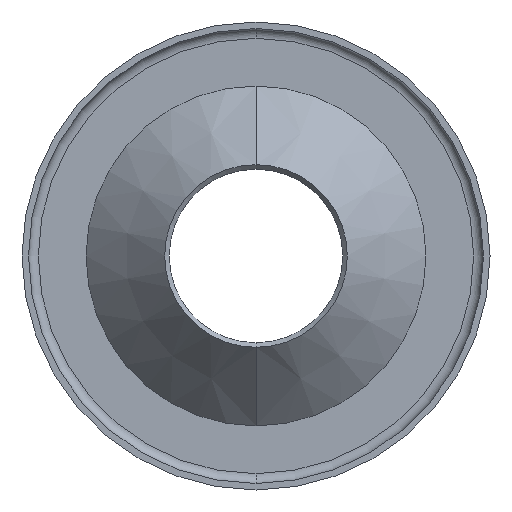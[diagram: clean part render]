
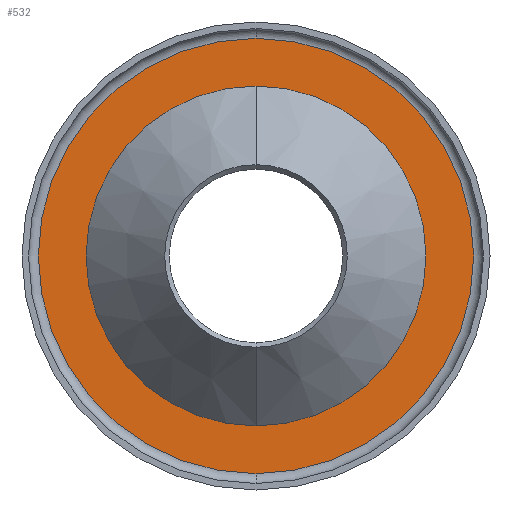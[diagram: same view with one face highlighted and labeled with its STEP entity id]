
A CAD part, front view. The second image highlights one B-rep face of the part: STEP entity #532.
In plain terms, the highlighted planar face has unit normal (0, -1, 0).
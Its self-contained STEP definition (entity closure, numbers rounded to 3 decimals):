
#24 = DIRECTION ( 'NONE',  ( 0., 0., 1. ) ) ;
#26 = DIRECTION ( 'NONE',  ( 0., 1., 0. ) ) ;
#33 = DIRECTION ( 'NONE',  ( 0., 1., 0. ) ) ;
#34 = DIRECTION ( 'NONE',  ( 0., 0., 1. ) ) ;
#41 = CARTESIAN_POINT ( 'NONE',  ( 0., 2.8, 0. ) ) ;
#51 = CARTESIAN_POINT ( 'NONE',  ( 0., 2.8, 0. ) ) ;
#102 = VERTEX_POINT ( 'NONE', #549 ) ;
#126 = VERTEX_POINT ( 'NONE', #553 ) ;
#129 = ORIENTED_EDGE ( 'NONE', *, *, #538, .T. ) ;
#130 = ORIENTED_EDGE ( 'NONE', *, *, #484, .T. ) ;
#160 = EDGE_LOOP ( 'NONE', ( #507, #506 ) ) ;
#178 = EDGE_LOOP ( 'NONE', ( #130, #129 ) ) ;
#225 = FACE_BOUND ( 'NONE', #178, .T. ) ;
#234 = VERTEX_POINT ( 'NONE', #566 ) ;
#246 = VERTEX_POINT ( 'NONE', #568 ) ;
#260 = FACE_OUTER_BOUND ( 'NONE', #160, .T. ) ;
#279 = DIRECTION ( 'NONE',  ( 0., 1., 0. ) ) ;
#280 = CARTESIAN_POINT ( 'NONE',  ( 0., 2.8, 0. ) ) ;
#281 = DIRECTION ( 'NONE',  ( 0., 0., 1. ) ) ;
#282 = DIRECTION ( 'NONE',  ( 0., 1., 0. ) ) ;
#283 = CARTESIAN_POINT ( 'NONE',  ( 0., 2.8, 0. ) ) ;
#335 = DIRECTION ( 'NONE',  ( 0., 0., -1. ) ) ;
#337 = DIRECTION ( 'NONE',  ( 0., -1., 0. ) ) ;
#338 = CARTESIAN_POINT ( 'NONE',  ( 0., 2.8, 6.65 ) ) ;
#346 = PLANE ( 'NONE',  #443 ) ;
#355 = DIRECTION ( 'NONE',  ( 0., 0., 1. ) ) ;
#357 = CIRCLE ( 'NONE', #365, 5.191 ) ;
#365 = AXIS2_PLACEMENT_3D ( 'NONE', #51, #33, #34 ) ;
#370 = AXIS2_PLACEMENT_3D ( 'NONE', #41, #26, #24 ) ;
#372 = CIRCLE ( 'NONE', #370, 6.65 ) ;
#428 = AXIS2_PLACEMENT_3D ( 'NONE', #280, #279, #355 ) ;
#430 = AXIS2_PLACEMENT_3D ( 'NONE', #283, #282, #281 ) ;
#437 = CIRCLE ( 'NONE', #428, 5.191 ) ;
#440 = CIRCLE ( 'NONE', #430, 6.65 ) ;
#443 = AXIS2_PLACEMENT_3D ( 'NONE', #338, #337, #335 ) ;
#484 = EDGE_CURVE ( 'NONE', #102, #246, #357, .T. ) ;
#488 = EDGE_CURVE ( 'NONE', #234, #126, #372, .T. ) ;
#506 = ORIENTED_EDGE ( 'NONE', *, *, #488, .F. ) ;
#507 = ORIENTED_EDGE ( 'NONE', *, *, #537, .F. ) ;
#532 = ADVANCED_FACE ( 'NONE', ( #225, #260 ), #346, .T. ) ;
#537 = EDGE_CURVE ( 'NONE', #126, #234, #440, .T. ) ;
#538 = EDGE_CURVE ( 'NONE', #246, #102, #437, .T. ) ;
#549 = CARTESIAN_POINT ( 'NONE',  ( 0., 2.8, 5.191 ) ) ;
#553 = CARTESIAN_POINT ( 'NONE',  ( 0., 2.8, 6.65 ) ) ;
#566 = CARTESIAN_POINT ( 'NONE',  ( 0., 2.8, -6.65 ) ) ;
#568 = CARTESIAN_POINT ( 'NONE',  ( 0., 2.8, -5.191 ) ) ;
